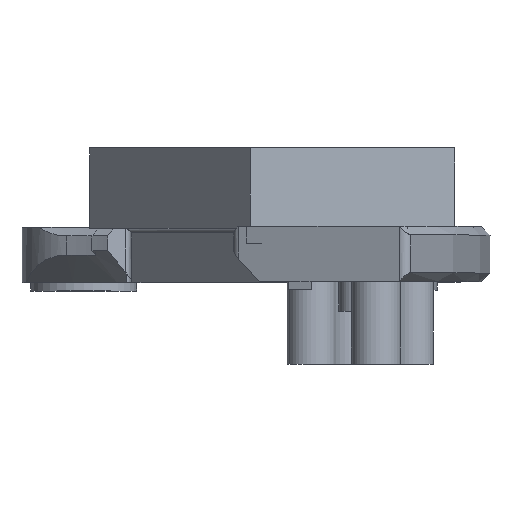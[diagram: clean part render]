
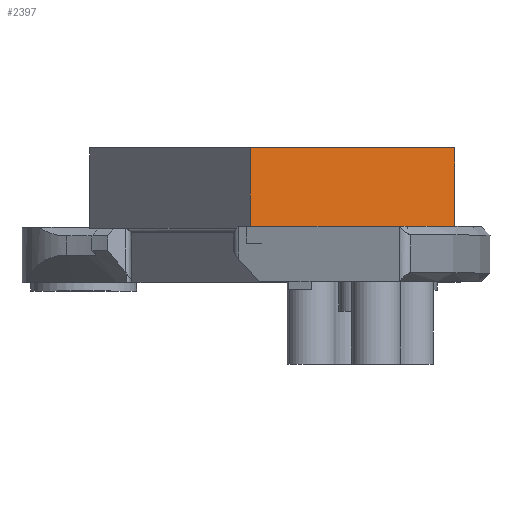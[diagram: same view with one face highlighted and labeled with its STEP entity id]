
A CAD part, top view. The second image highlights one B-rep face of the part: STEP entity #2397.
In plain terms, the highlighted planar face has unit normal (0.619, 0, 0.786).
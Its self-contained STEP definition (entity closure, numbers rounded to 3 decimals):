
#78=PLANE('',#2727);
#341=(
BOUNDED_CURVE()
B_SPLINE_CURVE(2,(#3699,#3700,#3701),.UNSPECIFIED.,.F.,.F.)
B_SPLINE_CURVE_WITH_KNOTS((3,3),(0.427,0.474),
 .UNSPECIFIED.)
CURVE()
GEOMETRIC_REPRESENTATION_ITEM()
RATIONAL_B_SPLINE_CURVE((1.001,1.001,1.001))
REPRESENTATION_ITEM('')
);
#344=(
BOUNDED_CURVE()
B_SPLINE_CURVE(2,(#4278,#4279,#4280),.UNSPECIFIED.,.F.,.F.)
B_SPLINE_CURVE_WITH_KNOTS((3,3),(-0.399,-0.346),
 .UNSPECIFIED.)
CURVE()
GEOMETRIC_REPRESENTATION_ITEM()
RATIONAL_B_SPLINE_CURVE((1.001,1.001,1.001))
REPRESENTATION_ITEM('')
);
#413=FACE_OUTER_BOUND('',#543,.T.);
#543=EDGE_LOOP('',(#1949,#1950,#1951,#1952,#1953,#1954,#1955,#1956,#1957));
#712=LINE('',#4282,#842);
#713=LINE('',#4284,#843);
#714=LINE('',#4286,#844);
#715=LINE('',#4288,#845);
#716=LINE('',#4290,#846);
#717=LINE('',#4291,#847);
#718=LINE('',#4292,#848);
#842=VECTOR('',#3378,1000.);
#843=VECTOR('',#3379,1000.);
#844=VECTOR('',#3380,1000.);
#845=VECTOR('',#3381,1000.);
#846=VECTOR('',#3382,1000.);
#847=VECTOR('',#3383,1000.);
#848=VECTOR('',#3384,1000.);
#941=VERTEX_POINT('',#3696);
#942=VERTEX_POINT('',#3698);
#1139=VERTEX_POINT('',#4276);
#1140=VERTEX_POINT('',#4277);
#1141=VERTEX_POINT('',#4281);
#1142=VERTEX_POINT('',#4283);
#1143=VERTEX_POINT('',#4285);
#1144=VERTEX_POINT('',#4287);
#1145=VERTEX_POINT('',#4289);
#1211=EDGE_CURVE('',#942,#941,#341,.T.);
#1466=EDGE_CURVE('',#1139,#1140,#344,.T.);
#1467=EDGE_CURVE('',#1140,#1141,#712,.T.);
#1468=EDGE_CURVE('',#1142,#1141,#713,.T.);
#1469=EDGE_CURVE('',#1142,#1143,#714,.T.);
#1470=EDGE_CURVE('',#1144,#1143,#715,.T.);
#1471=EDGE_CURVE('',#1145,#1144,#716,.T.);
#1472=EDGE_CURVE('',#942,#1145,#717,.T.);
#1473=EDGE_CURVE('',#941,#1139,#718,.T.);
#1949=ORIENTED_EDGE('',*,*,#1466,.T.);
#1950=ORIENTED_EDGE('',*,*,#1467,.T.);
#1951=ORIENTED_EDGE('',*,*,#1468,.F.);
#1952=ORIENTED_EDGE('',*,*,#1469,.T.);
#1953=ORIENTED_EDGE('',*,*,#1470,.F.);
#1954=ORIENTED_EDGE('',*,*,#1471,.F.);
#1955=ORIENTED_EDGE('',*,*,#1472,.F.);
#1956=ORIENTED_EDGE('',*,*,#1211,.T.);
#1957=ORIENTED_EDGE('',*,*,#1473,.T.);
#2397=ADVANCED_FACE('',(#413),#78,.T.);
#2727=AXIS2_PLACEMENT_3D('',#4275,#3376,#3377);
#3376=DIRECTION('center_axis',(0.619,0.,0.786));
#3377=DIRECTION('ref_axis',(0.786,0.,-0.619));
#3378=DIRECTION('',(0.,1.,0.));
#3379=DIRECTION('',(-0.786,0.,0.619));
#3380=DIRECTION('',(0.,1.,0.));
#3381=DIRECTION('',(0.786,0.,-0.619));
#3382=DIRECTION('',(0.,1.,0.));
#3383=DIRECTION('',(-0.786,0.,0.619));
#3384=DIRECTION('',(0.786,0.,-0.619));
#3696=CARTESIAN_POINT('',(99.492,12.934,-39.373));
#3698=CARTESIAN_POINT('',(99.246,12.634,-39.179));
#3699=CARTESIAN_POINT('Ctrl Pts',(99.246,12.634,-39.179));
#3700=CARTESIAN_POINT('Ctrl Pts',(99.369,12.784,-39.276));
#3701=CARTESIAN_POINT('Ctrl Pts',(99.492,12.934,-39.373));
#4275=CARTESIAN_POINT('Origin',(141.664,0.004,-72.568));
#4276=CARTESIAN_POINT('',(132.708,12.934,-65.519));
#4277=CARTESIAN_POINT('',(133.02,12.545,-65.765));
#4278=CARTESIAN_POINT('Ctrl Pts',(132.708,12.934,-65.519));
#4279=CARTESIAN_POINT('Ctrl Pts',(132.864,12.74,-65.641));
#4280=CARTESIAN_POINT('Ctrl Pts',(133.02,12.545,-65.765));
#4281=CARTESIAN_POINT('',(133.02,12.634,-65.765));
#4282=CARTESIAN_POINT('',(133.02,12.589,-65.765));
#4283=CARTESIAN_POINT('',(141.664,12.634,-72.568));
#4284=CARTESIAN_POINT('',(141.664,12.634,-72.568));
#4285=CARTESIAN_POINT('',(141.664,31.634,-72.568));
#4286=CARTESIAN_POINT('',(141.664,0.004,-72.568));
#4287=CARTESIAN_POINT('',(93.575,31.634,-34.715));
#4288=CARTESIAN_POINT('',(141.664,31.634,-72.568));
#4289=CARTESIAN_POINT('',(93.575,12.634,-34.715));
#4290=CARTESIAN_POINT('',(93.575,0.004,-34.715));
#4291=CARTESIAN_POINT('',(93.575,12.634,-34.715));
#4292=CARTESIAN_POINT('',(141.664,12.934,-72.568));
